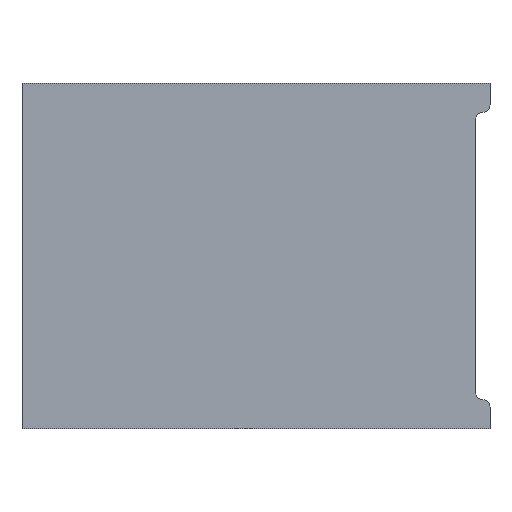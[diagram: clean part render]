
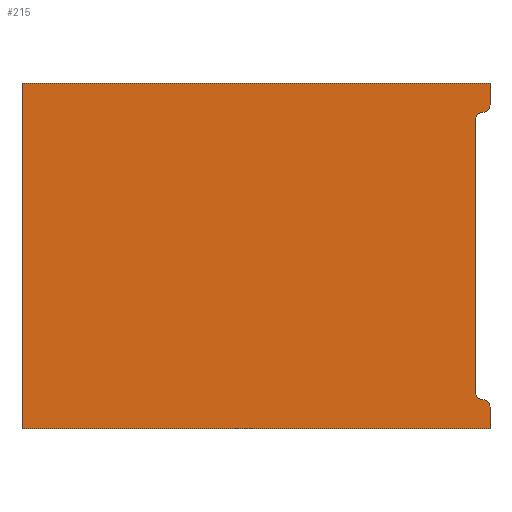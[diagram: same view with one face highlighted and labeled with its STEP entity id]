
A CAD part, left-side view. The second image highlights one B-rep face of the part: STEP entity #215.
In plain terms, the highlighted planar face has unit normal (-1, 0, 0).
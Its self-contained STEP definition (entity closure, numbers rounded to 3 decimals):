
#16=PLANE('',#243);
#25=FACE_OUTER_BOUND('',#37,.T.);
#37=EDGE_LOOP('',(#157,#158,#159,#160,#161,#162,#163,#164,#165,#166));
#49=LINE('',#335,#71);
#52=LINE('',#343,#74);
#53=LINE('',#349,#75);
#54=LINE('',#351,#76);
#55=LINE('',#353,#77);
#56=LINE('',#354,#78);
#71=VECTOR('',#271,10.);
#74=VECTOR('',#278,10.);
#75=VECTOR('',#283,10.);
#76=VECTOR('',#284,10.);
#77=VECTOR('',#285,10.);
#78=VECTOR('',#286,10.);
#91=CIRCLE('',#240,5.);
#93=CIRCLE('',#244,5.);
#94=CIRCLE('',#245,5.);
#95=CIRCLE('',#246,5.);
#99=VERTEX_POINT('',#325);
#100=VERTEX_POINT('',#326);
#103=VERTEX_POINT('',#334);
#105=VERTEX_POINT('',#340);
#106=VERTEX_POINT('',#342);
#107=VERTEX_POINT('',#344);
#108=VERTEX_POINT('',#346);
#109=VERTEX_POINT('',#348);
#110=VERTEX_POINT('',#350);
#111=VERTEX_POINT('',#352);
#119=EDGE_CURVE('',#99,#100,#91,.T.);
#123=EDGE_CURVE('',#103,#100,#49,.T.);
#126=EDGE_CURVE('',#105,#99,#93,.T.);
#127=EDGE_CURVE('',#105,#106,#52,.T.);
#128=EDGE_CURVE('',#107,#106,#94,.T.);
#129=EDGE_CURVE('',#108,#107,#95,.T.);
#130=EDGE_CURVE('',#108,#109,#53,.T.);
#131=EDGE_CURVE('',#109,#110,#54,.T.);
#132=EDGE_CURVE('',#110,#111,#55,.T.);
#133=EDGE_CURVE('',#111,#103,#56,.T.);
#157=ORIENTED_EDGE('',*,*,#119,.F.);
#158=ORIENTED_EDGE('',*,*,#126,.F.);
#159=ORIENTED_EDGE('',*,*,#127,.T.);
#160=ORIENTED_EDGE('',*,*,#128,.F.);
#161=ORIENTED_EDGE('',*,*,#129,.F.);
#162=ORIENTED_EDGE('',*,*,#130,.T.);
#163=ORIENTED_EDGE('',*,*,#131,.T.);
#164=ORIENTED_EDGE('',*,*,#132,.T.);
#165=ORIENTED_EDGE('',*,*,#133,.T.);
#166=ORIENTED_EDGE('',*,*,#123,.T.);
#215=ADVANCED_FACE('',(#25),#16,.F.);
#240=AXIS2_PLACEMENT_3D('',#327,#263,#264);
#243=AXIS2_PLACEMENT_3D('',#339,#274,#275);
#244=AXIS2_PLACEMENT_3D('',#341,#276,#277);
#245=AXIS2_PLACEMENT_3D('',#345,#279,#280);
#246=AXIS2_PLACEMENT_3D('',#347,#281,#282);
#263=DIRECTION('center_axis',(1.,0.,0.));
#264=DIRECTION('ref_axis',(0.,-0.707,0.707));
#271=DIRECTION('',(0.,0.,1.));
#274=DIRECTION('center_axis',(1.,0.,0.));
#275=DIRECTION('ref_axis',(0.,0.,1.));
#276=DIRECTION('center_axis',(-1.,0.,0.));
#277=DIRECTION('ref_axis',(0.,0.707,-0.707));
#278=DIRECTION('',(0.,0.,1.));
#279=DIRECTION('center_axis',(-1.,0.,0.));
#280=DIRECTION('ref_axis',(0.,0.707,0.707));
#281=DIRECTION('center_axis',(1.,0.,0.));
#282=DIRECTION('ref_axis',(0.,-0.707,-0.707));
#283=DIRECTION('',(0.,0.,1.));
#284=DIRECTION('',(0.,1.,0.));
#285=DIRECTION('',(0.,0.,-1.));
#286=DIRECTION('',(0.,-1.,0.));
#325=CARTESIAN_POINT('',(178.4,-10.4,38.45));
#326=CARTESIAN_POINT('',(178.4,-15.4,33.45));
#327=CARTESIAN_POINT('Origin',(178.4,-10.4,33.45));
#334=CARTESIAN_POINT('',(178.4,-15.4,18.3));
#335=CARTESIAN_POINT('',(178.4,-15.4,18.3));
#339=CARTESIAN_POINT('Origin',(178.4,147.3,138.45));
#340=CARTESIAN_POINT('',(178.4,-5.4,43.45));
#341=CARTESIAN_POINT('Origin',(178.4,-10.4,43.45));
#342=CARTESIAN_POINT('',(178.4,-5.4,233.45));
#343=CARTESIAN_POINT('',(178.4,-5.4,188.45));
#344=CARTESIAN_POINT('',(178.4,-10.4,238.45));
#345=CARTESIAN_POINT('Origin',(178.4,-10.4,233.45));
#346=CARTESIAN_POINT('',(178.4,-15.4,243.45));
#347=CARTESIAN_POINT('Origin',(178.4,-10.4,243.45));
#348=CARTESIAN_POINT('',(178.4,-15.4,258.6));
#349=CARTESIAN_POINT('',(178.4,-15.4,18.3));
#350=CARTESIAN_POINT('',(178.4,310.,258.6));
#351=CARTESIAN_POINT('',(178.4,-15.4,258.6));
#352=CARTESIAN_POINT('',(178.4,310.,18.3));
#353=CARTESIAN_POINT('',(178.4,310.,258.6));
#354=CARTESIAN_POINT('',(178.4,310.,18.3));
